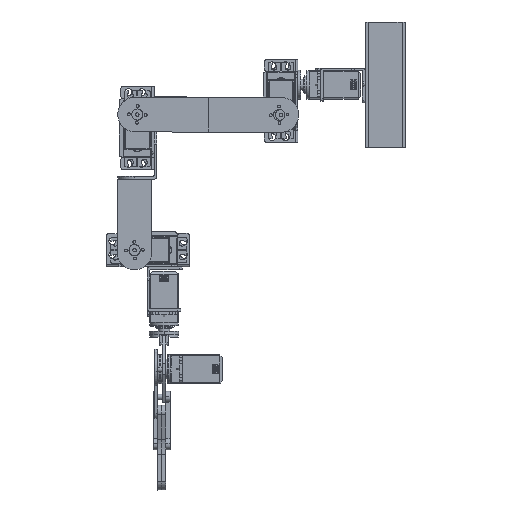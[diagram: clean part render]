
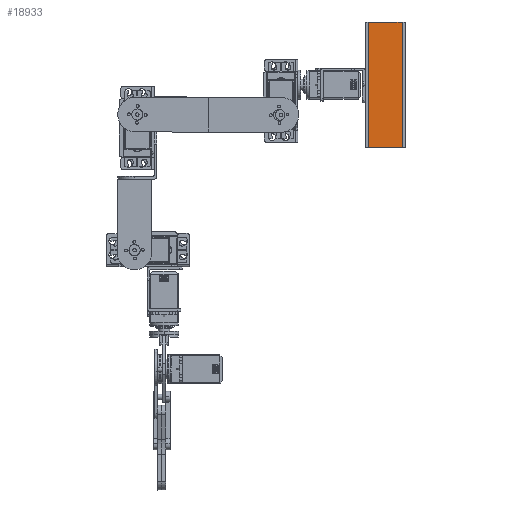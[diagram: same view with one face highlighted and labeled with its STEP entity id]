
A CAD part, left-side view. The second image highlights one B-rep face of the part: STEP entity #18933.
In plain terms, the highlighted planar face has unit normal (-1, 0, 0).
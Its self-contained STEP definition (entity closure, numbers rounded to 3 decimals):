
#1786 = LINE ( 'NONE', #19423, #20319 ) ;
#1950 = AXIS2_PLACEMENT_3D ( 'NONE', #21128, #12733, #1987 ) ;
#1987 = DIRECTION ( 'NONE',  ( 0., 0., -1. ) ) ;
#3827 = EDGE_LOOP ( 'NONE', ( #8016, #11904, #9468, #11449 ) ) ;
#4754 = VERTEX_POINT ( 'NONE', #14498 ) ;
#6773 = CARTESIAN_POINT ( 'NONE',  ( -2.018, 26.449, 90. ) ) ;
#7350 = VECTOR ( 'NONE', #9505, 1000. ) ;
#7648 = VERTEX_POINT ( 'NONE', #10426 ) ;
#8016 = ORIENTED_EDGE ( 'NONE', *, *, #10663, .T. ) ;
#8185 = CARTESIAN_POINT ( 'NONE',  ( -2.018, 2.649, 90. ) ) ;
#8835 = EDGE_CURVE ( 'NONE', #7648, #19946, #21224, .T. ) ;
#9468 = ORIENTED_EDGE ( 'NONE', *, *, #17989, .F. ) ;
#9505 = DIRECTION ( 'NONE',  ( 0., -1., 0. ) ) ;
#10426 = CARTESIAN_POINT ( 'NONE',  ( -2.018, 26.449, 90. ) ) ;
#10663 = EDGE_CURVE ( 'NONE', #19946, #4754, #1786, .T. ) ;
#10794 = LINE ( 'NONE', #18152, #13575 ) ;
#10957 = DIRECTION ( 'NONE',  ( 0., 0., -1. ) ) ;
#11449 = ORIENTED_EDGE ( 'NONE', *, *, #8835, .T. ) ;
#11844 = CARTESIAN_POINT ( 'NONE',  ( -2.018, 26.449, 0. ) ) ;
#11904 = ORIENTED_EDGE ( 'NONE', *, *, #16599, .F. ) ;
#12118 = DIRECTION ( 'NONE',  ( 0., 0., -1. ) ) ;
#12733 = DIRECTION ( 'NONE',  ( 1., 0., 0. ) ) ;
#13575 = VECTOR ( 'NONE', #10957, 1000. ) ;
#13907 = PLANE ( 'NONE',  #1950 ) ;
#14498 = CARTESIAN_POINT ( 'NONE',  ( -2.018, 2.649, 0. ) ) ;
#15074 = VERTEX_POINT ( 'NONE', #8185 ) ;
#15856 = VECTOR ( 'NONE', #12118, 1000. ) ;
#16023 = LINE ( 'NONE', #20557, #7350 ) ;
#16447 = FACE_OUTER_BOUND ( 'NONE', #3827, .T. ) ;
#16599 = EDGE_CURVE ( 'NONE', #15074, #4754, #10794, .T. ) ;
#17605 = DIRECTION ( 'NONE',  ( 0., -1., 0. ) ) ;
#17989 = EDGE_CURVE ( 'NONE', #7648, #15074, #16023, .T. ) ;
#18152 = CARTESIAN_POINT ( 'NONE',  ( -2.018, 2.649, 90. ) ) ;
#18933 = ADVANCED_FACE ( 'NONE', ( #16447 ), #13907, .F. ) ;
#19423 = CARTESIAN_POINT ( 'NONE',  ( -2.018, 26.449, 0. ) ) ;
#19946 = VERTEX_POINT ( 'NONE', #11844 ) ;
#20319 = VECTOR ( 'NONE', #17605, 1000. ) ;
#20557 = CARTESIAN_POINT ( 'NONE',  ( -2.018, 26.449, 90. ) ) ;
#21128 = CARTESIAN_POINT ( 'NONE',  ( -2.018, 26.449, 90. ) ) ;
#21224 = LINE ( 'NONE', #6773, #15856 ) ;
